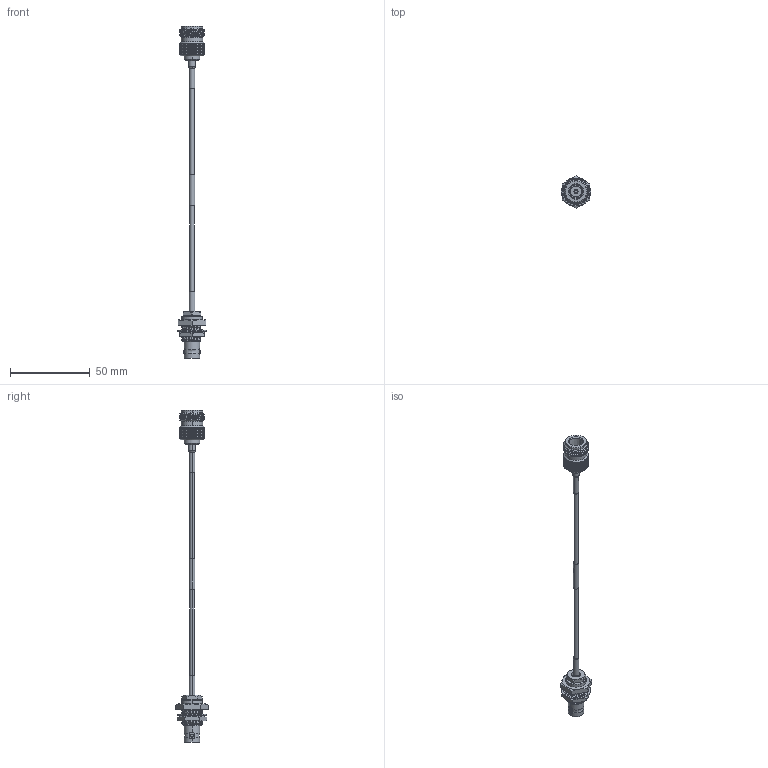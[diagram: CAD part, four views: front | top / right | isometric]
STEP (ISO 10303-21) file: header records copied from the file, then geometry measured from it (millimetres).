
FILE_DESCRIPTION (( 'STEP AP214' ), '1' );
FILE_NAME ('LCCA30640.step', '2020-05-06T20:40:32', ( '' ), ( '' ), 'SwSTEP 2.0', 'SolidWorks 2018', '' );
FILE_SCHEMA (( 'AUTOMOTIVE_DESIGN' ));
Length unit declared in the file: inch
Products named in the file (5): LCCN3066^LCCA30640_Heat Shrink; Label^LCCA30640; LCCA30640; LC085TBJ^LCCA30640; LCCN3054^LCCA30640_Heat Shrink
Assembly tree (4 placements, depth 2):
  LCCA30640
    LC085TBJ^LCCA30640
    Label^LCCA30640
    LCCN3066^LCCA30640_Heat Shrink
    LCCN3054^LCCA30640_Heat Shrink
Bounding box: 18.34 x 20.16 x 208.2 mm (x, y, z)
Volume: 7343.2 mm3; surface area: 7000.4 mm2
Topology: 8 solids, 9 shells, 2615 faces, 5718 edges, 3142 vertices
Faces by surface type: bspline 1886, cylinder 571, plane 96, cone 58, torus 4
Entity records: 114591 total; most frequent: CARTESIAN_POINT 78115, ORIENTED_EDGE 11436, EDGE_CURVE 5718, VERTEX_POINT 3142, EDGE_LOOP 2642, DIRECTION 2632, FACE_OUTER_BOUND 2615, ADVANCED_FACE 2615
